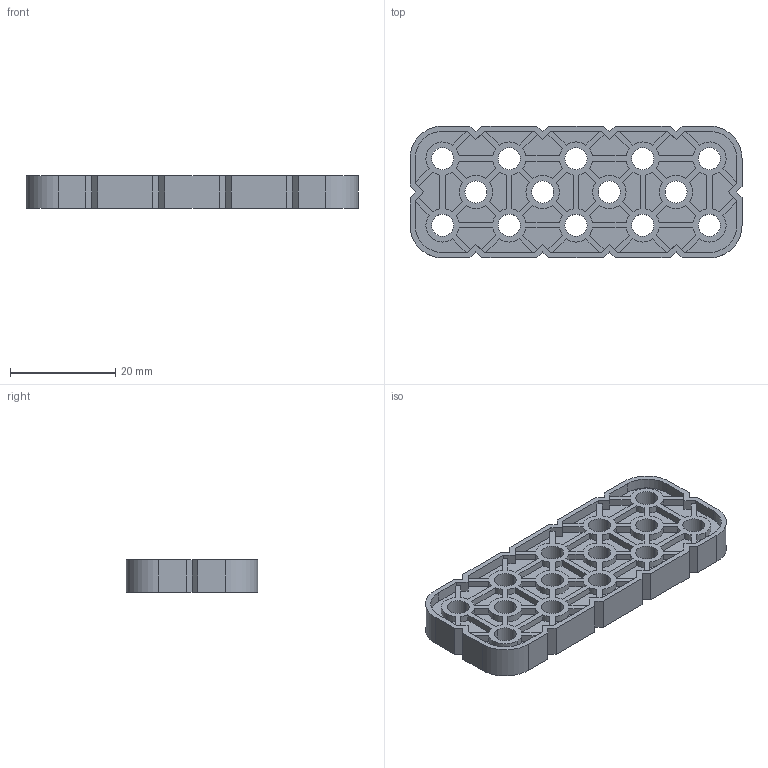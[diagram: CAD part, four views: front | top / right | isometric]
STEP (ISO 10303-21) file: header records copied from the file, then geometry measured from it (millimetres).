
FILE_DESCRIPTION (( 'STEP AP203' ), '1' );
FILE_NAME ('228-2500-020.STEP', '2015-04-27T16:01:45', ( '' ), ( '' ), 'SwSTEP 2.0', 'SolidWorks 2014', '' );
FILE_SCHEMA (( 'CONFIG_CONTROL_DESIGN' ));
Length unit declared in the file: millimetre
Products named in the file (1): 228-2500-020
Bounding box: 63.2 x 25.1 x 6.1 mm (x, y, z)
Volume: 4570.1 mm3; surface area: 6821.9 mm2
Topology: 1 solids, 1 shells, 586 faces, 1650 edges, 1100 vertices
Faces by surface type: plane 374, cylinder 212
Entity records: 19071 total; most frequent: CARTESIAN_POINT 3337, ORIENTED_EDGE 3300, DIRECTION 3248, EDGE_CURVE 1650, VECTOR 1226, LINE 1226, VERTEX_POINT 1100, AXIS2_PLACEMENT_3D 1011
